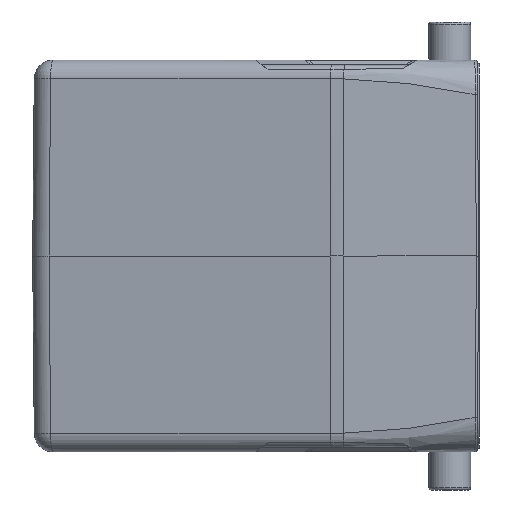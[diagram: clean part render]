
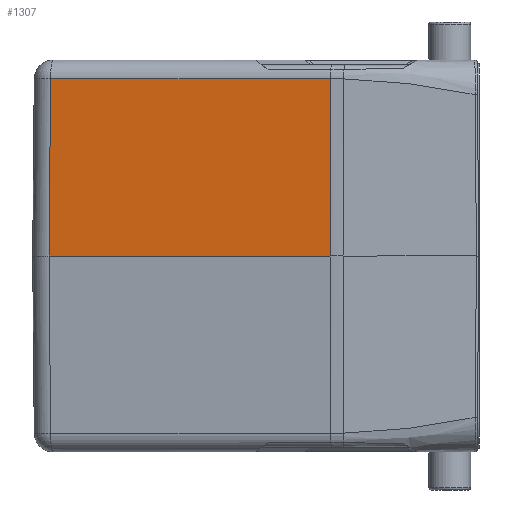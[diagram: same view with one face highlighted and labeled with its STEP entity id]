
A CAD part, left-side view. The second image highlights one B-rep face of the part: STEP entity #1307.
In plain terms, the highlighted planar face has unit normal (-0.99, 0.139, 0.009).
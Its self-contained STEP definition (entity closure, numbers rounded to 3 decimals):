
#713=FACE_OUTER_BOUND('',#2308,.T.);
#1307=ADVANCED_FACE('',(#713),#1565,.T.);
#1565=PLANE('',#8846);
#2308=EDGE_LOOP('',(#4578,#4579,#4580,#4581));
#4578=ORIENTED_EDGE('',*,*,#6447,.T.);
#4579=ORIENTED_EDGE('',*,*,#6667,.F.);
#4580=ORIENTED_EDGE('',*,*,#6661,.F.);
#4581=ORIENTED_EDGE('',*,*,#6666,.F.);
#5446=VERTEX_POINT('',#14363);
#5447=VERTEX_POINT('',#14367);
#5576=VERTEX_POINT('',#15037);
#5578=VERTEX_POINT('',#15040);
#6447=EDGE_CURVE('',#5447,#5446,#7239,.T.);
#6661=EDGE_CURVE('',#5576,#5578,#7392,.T.);
#6666=EDGE_CURVE('',#5447,#5576,#7394,.T.);
#6667=EDGE_CURVE('',#5578,#5446,#7395,.T.);
#7239=LINE('',#14366,#7914);
#7392=LINE('',#15039,#8068);
#7394=LINE('',#15051,#8070);
#7395=LINE('',#15053,#8071);
#7914=VECTOR('',#10541,1.);
#8068=VECTOR('',#10935,1.);
#8070=VECTOR('',#10945,1.);
#8071=VECTOR('',#10948,1.);
#8846=AXIS2_PLACEMENT_3D('',#15054,#10949,#10950);
#10541=DIRECTION('',(-0.008,0.009,-1.));
#10935=DIRECTION('',(-0.009,0.001,-1.));
#10945=DIRECTION('',(-0.139,-0.99,0.));
#10948=DIRECTION('',(0.139,0.99,0.));
#10949=DIRECTION('',(-0.99,0.139,0.009));
#10950=DIRECTION('',(-0.139,-0.99,0.));
#14363=CARTESIAN_POINT('',(-38.484,43.557,0.));
#14366=CARTESIAN_POINT('',(-38.201,43.231,37.285));
#14367=CARTESIAN_POINT('',(-38.201,43.231,37.285));
#15037=CARTESIAN_POINT('',(-46.48,-15.676,37.285));
#15039=CARTESIAN_POINT('',(-46.805,-15.653,0.039));
#15040=CARTESIAN_POINT('',(-46.805,-15.653,0.));
#15051=CARTESIAN_POINT('',(-37.678,46.955,37.285));
#15053=CARTESIAN_POINT('',(-46.805,-15.653,0.));
#15054=CARTESIAN_POINT('',(-38.,47.,0.));
